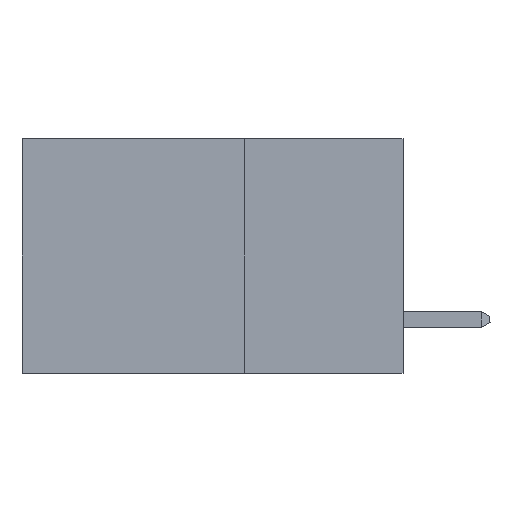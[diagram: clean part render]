
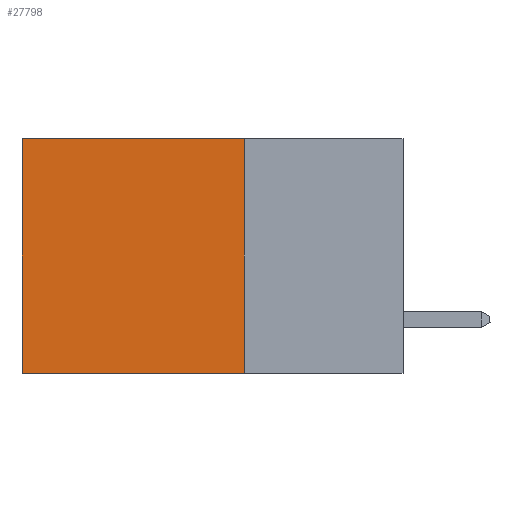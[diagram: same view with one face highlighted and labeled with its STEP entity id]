
A CAD part, left-side view. The second image highlights one B-rep face of the part: STEP entity #27798.
In plain terms, the highlighted planar face has unit normal (-1, 0, 0).
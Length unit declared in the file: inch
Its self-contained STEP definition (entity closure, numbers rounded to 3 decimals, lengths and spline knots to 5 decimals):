
#1873 = CARTESIAN_POINT ( 'NONE',  ( 0.2875, 0.25, 0. ) ) ;
#2639 = ORIENTED_EDGE ( 'NONE', *, *, #10357, .F. ) ;
#2919 = VECTOR ( 'NONE', #6604, 39.37008 ) ;
#3323 = VECTOR ( 'NONE', #23953, 39.37008 ) ;
#3985 = LINE ( 'NONE', #25033, #2919 ) ;
#5098 = VERTEX_POINT ( 'NONE', #13930 ) ;
#5921 = DIRECTION ( 'NONE',  ( 0., 0., -1. ) ) ;
#5930 = EDGE_CURVE ( 'NONE', #5098, #27881, #9574, .T. ) ;
#6130 = FACE_OUTER_BOUND ( 'NONE', #29040, .T. ) ;
#6546 = CARTESIAN_POINT ( 'NONE',  ( 0.2875, 0.25, -0.37 ) ) ;
#6604 = DIRECTION ( 'NONE',  ( 0., 1., 0. ) ) ;
#8858 = ORIENTED_EDGE ( 'NONE', *, *, #27052, .T. ) ;
#9441 = LINE ( 'NONE', #14409, #3323 ) ;
#9574 = LINE ( 'NONE', #27328, #28649 ) ;
#10357 = EDGE_CURVE ( 'NONE', #24596, #27881, #3985, .T. ) ;
#10427 = LINE ( 'NONE', #21871, #25556 ) ;
#11324 = DIRECTION ( 'NONE',  ( 0., 0., -1. ) ) ;
#11773 = EDGE_CURVE ( 'NONE', #13663, #24596, #10427, .T. ) ;
#13663 = VERTEX_POINT ( 'NONE', #1873 ) ;
#13930 = CARTESIAN_POINT ( 'NONE',  ( 0.2875, 0.6, 0. ) ) ;
#13935 = AXIS2_PLACEMENT_3D ( 'NONE', #26965, #24382, #17627 ) ;
#14409 = CARTESIAN_POINT ( 'NONE',  ( 0.2875, 0.25, 0. ) ) ;
#17627 = DIRECTION ( 'NONE',  ( 0., 0., -1. ) ) ;
#19556 = ORIENTED_EDGE ( 'NONE', *, *, #11773, .F. ) ;
#21871 = CARTESIAN_POINT ( 'NONE',  ( 0.2875, 0.25, 0. ) ) ;
#23726 = ORIENTED_EDGE ( 'NONE', *, *, #5930, .T. ) ;
#23953 = DIRECTION ( 'NONE',  ( 0., 1., 0. ) ) ;
#24382 = DIRECTION ( 'NONE',  ( 1., 0., 0. ) ) ;
#24596 = VERTEX_POINT ( 'NONE', #6546 ) ;
#25033 = CARTESIAN_POINT ( 'NONE',  ( 0.2875, 0.25, -0.37 ) ) ;
#25171 = CARTESIAN_POINT ( 'NONE',  ( 0.2875, 0.6, -0.37 ) ) ;
#25556 = VECTOR ( 'NONE', #5921, 39.37008 ) ;
#26666 = PLANE ( 'NONE',  #13935 ) ;
#26965 = CARTESIAN_POINT ( 'NONE',  ( 0.2875, 0.25, 0. ) ) ;
#27052 = EDGE_CURVE ( 'NONE', #13663, #5098, #9441, .T. ) ;
#27328 = CARTESIAN_POINT ( 'NONE',  ( 0.2875, 0.6, 0. ) ) ;
#27798 = ADVANCED_FACE ( 'NONE', ( #6130 ), #26666, .F. ) ;
#27881 = VERTEX_POINT ( 'NONE', #25171 ) ;
#28649 = VECTOR ( 'NONE', #11324, 39.37008 ) ;
#29040 = EDGE_LOOP ( 'NONE', ( #23726, #2639, #19556, #8858 ) ) ;
